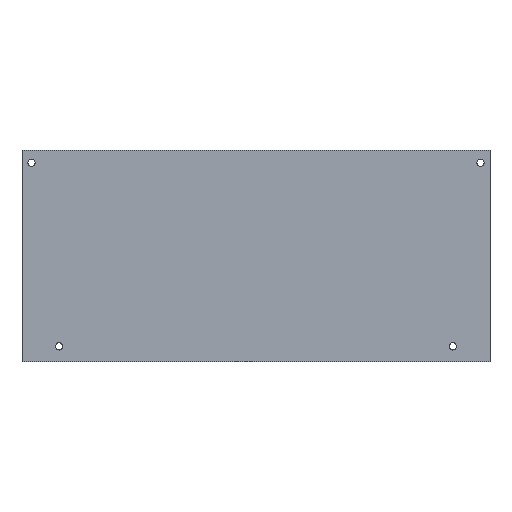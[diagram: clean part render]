
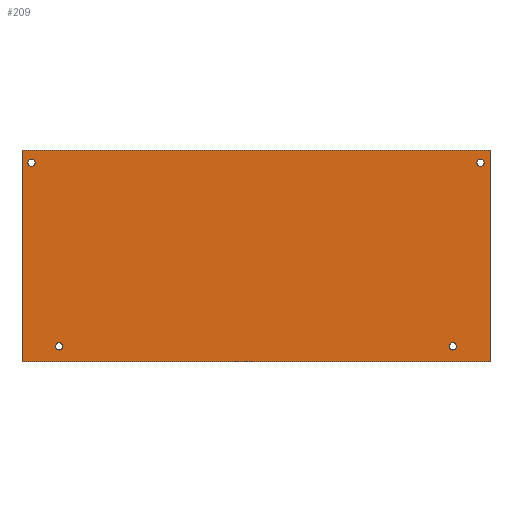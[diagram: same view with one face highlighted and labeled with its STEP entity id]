
A CAD part, front view. The second image highlights one B-rep face of the part: STEP entity #209.
In plain terms, the highlighted planar face has unit normal (0, -1, 0).
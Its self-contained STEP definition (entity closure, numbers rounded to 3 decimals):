
#17=FACE_BOUND('',#49,.T.);
#18=FACE_BOUND('',#50,.T.);
#19=FACE_BOUND('',#51,.T.);
#20=FACE_BOUND('',#52,.T.);
#26=PLANE('',#251);
#36=FACE_OUTER_BOUND('',#48,.T.);
#48=EDGE_LOOP('',(#188,#189,#190,#191));
#49=EDGE_LOOP('',(#192));
#50=EDGE_LOOP('',(#193));
#51=EDGE_LOOP('',(#194));
#52=EDGE_LOOP('',(#195));
#63=LINE('',#351,#81);
#66=LINE('',#356,#84);
#68=LINE('',#360,#86);
#70=LINE('',#363,#88);
#81=VECTOR('',#294,10.);
#84=VECTOR('',#299,10.);
#86=VECTOR('',#303,10.);
#88=VECTOR('',#307,10.);
#90=CIRCLE('',#235,1.25);
#95=CIRCLE('',#242,1.25);
#96=CIRCLE('',#244,1.25);
#97=CIRCLE('',#246,1.25);
#99=VERTEX_POINT('',#314);
#108=VERTEX_POINT('',#337);
#109=VERTEX_POINT('',#341);
#110=VERTEX_POINT('',#345);
#111=VERTEX_POINT('',#349);
#112=VERTEX_POINT('',#350);
#113=VERTEX_POINT('',#355);
#114=VERTEX_POINT('',#359);
#117=EDGE_CURVE('',#99,#99,#90,.T.);
#129=EDGE_CURVE('',#108,#108,#95,.T.);
#131=EDGE_CURVE('',#109,#109,#96,.T.);
#133=EDGE_CURVE('',#110,#110,#97,.T.);
#134=EDGE_CURVE('',#111,#112,#63,.T.);
#137=EDGE_CURVE('',#113,#111,#66,.T.);
#139=EDGE_CURVE('',#114,#113,#68,.T.);
#141=EDGE_CURVE('',#112,#114,#70,.T.);
#188=ORIENTED_EDGE('',*,*,#141,.F.);
#189=ORIENTED_EDGE('',*,*,#134,.F.);
#190=ORIENTED_EDGE('',*,*,#137,.F.);
#191=ORIENTED_EDGE('',*,*,#139,.F.);
#192=ORIENTED_EDGE('',*,*,#131,.F.);
#193=ORIENTED_EDGE('',*,*,#129,.F.);
#194=ORIENTED_EDGE('',*,*,#117,.F.);
#195=ORIENTED_EDGE('',*,*,#133,.F.);
#209=ADVANCED_FACE('',(#36,#17,#18,#19,#20),#26,.F.);
#235=AXIS2_PLACEMENT_3D('',#316,#259,#260);
#242=AXIS2_PLACEMENT_3D('',#339,#280,#281);
#244=AXIS2_PLACEMENT_3D('',#343,#285,#286);
#246=AXIS2_PLACEMENT_3D('',#347,#290,#291);
#251=AXIS2_PLACEMENT_3D('',#364,#308,#309);
#259=DIRECTION('center_axis',(0.,-1.,0.));
#260=DIRECTION('ref_axis',(1.,0.,0.));
#280=DIRECTION('center_axis',(0.,-1.,0.));
#281=DIRECTION('ref_axis',(1.,0.,0.));
#285=DIRECTION('center_axis',(0.,-1.,0.));
#286=DIRECTION('ref_axis',(1.,0.,0.));
#290=DIRECTION('center_axis',(0.,-1.,0.));
#291=DIRECTION('ref_axis',(1.,0.,0.));
#294=DIRECTION('',(-1.,0.,0.));
#299=DIRECTION('',(0.,0.,-1.));
#303=DIRECTION('',(1.,0.,0.));
#307=DIRECTION('',(0.,0.,1.));
#308=DIRECTION('center_axis',(0.,1.,0.));
#309=DIRECTION('ref_axis',(0.,0.,1.));
#314=CARTESIAN_POINT('',(66.25,0.,-31.));
#316=CARTESIAN_POINT('Origin',(67.5,0.,-31.));
#337=CARTESIAN_POINT('',(75.75,0.,32.));
#339=CARTESIAN_POINT('Origin',(77.,0.,32.));
#341=CARTESIAN_POINT('',(-78.25,0.,32.));
#343=CARTESIAN_POINT('Origin',(-77.,0.,32.));
#345=CARTESIAN_POINT('',(-68.75,0.,-31.));
#347=CARTESIAN_POINT('Origin',(-67.5,0.,-31.));
#349=CARTESIAN_POINT('',(80.25,0.,-36.25));
#350=CARTESIAN_POINT('',(-80.25,0.,-36.25));
#351=CARTESIAN_POINT('',(80.25,0.,-36.25));
#355=CARTESIAN_POINT('',(80.25,0.,36.25));
#356=CARTESIAN_POINT('',(80.25,0.,36.25));
#359=CARTESIAN_POINT('',(-80.25,0.,36.25));
#360=CARTESIAN_POINT('',(-80.25,0.,36.25));
#363=CARTESIAN_POINT('',(-80.25,0.,-36.25));
#364=CARTESIAN_POINT('Origin',(0.,0.,0.));
